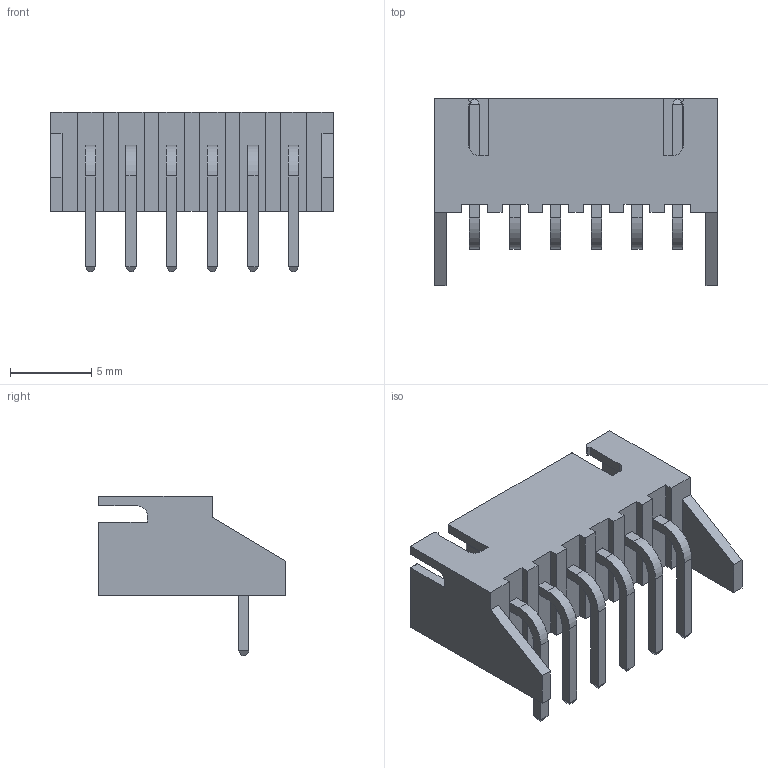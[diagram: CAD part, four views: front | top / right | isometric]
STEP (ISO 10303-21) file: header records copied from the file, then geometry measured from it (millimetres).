
FILE_DESCRIPTION(('FreeCAD Model'),'2;1');
FILE_NAME('Open CASCADE Shape Model','2024-01-28T18:50:13',(''),(''), 'Open CASCADE STEP processor 7.7','FreeCAD','Unknown');
FILE_SCHEMA(('AUTOMOTIVE_DESIGN { 1 0 10303 214 1 1 1 1 }'));
Length unit declared in the file: millimetre
Products named in the file (4): Part; Body; Array; Leg
Assembly tree (8 placements, depth 3):
  Part
    Body
    Array
      Leg  x6
Bounding box: 17.4 x 11.5 x 9.83 mm (x, y, z)
Volume: 326 mm3; surface area: 1110.2 mm2
Topology: 7 solids, 7 shells, 204 faces, 522 edges, 332 vertices
Faces by surface type: plane 180, cylinder 24
Entity records: 3779 total; most frequent: CARTESIAN_POINT 657, ORIENTED_EDGE 644, DIRECTION 596, EDGE_CURVE 322, LINE 294, VECTOR 294, VERTEX_POINT 212, AXIS2_PLACEMENT_3D 151
